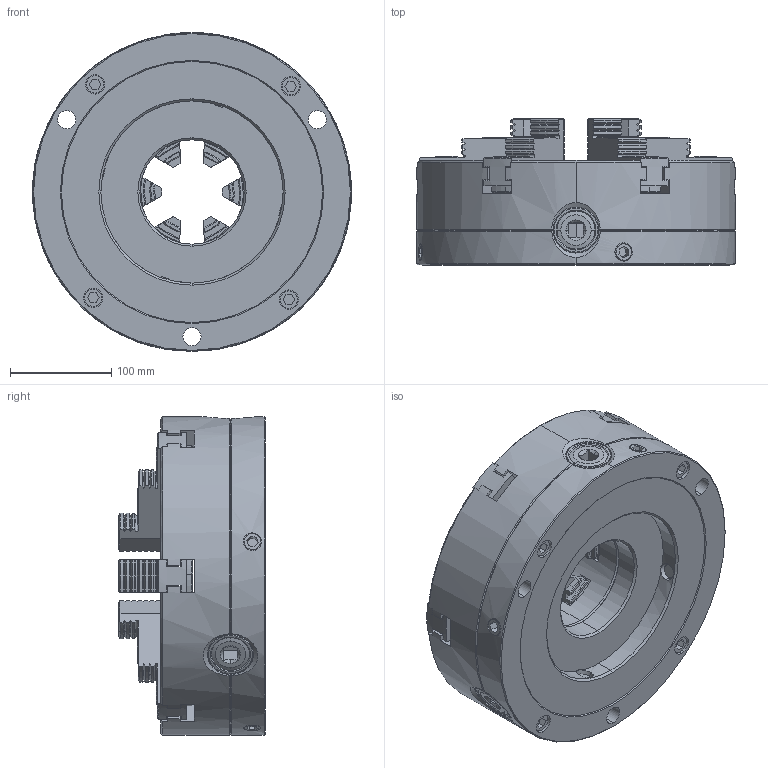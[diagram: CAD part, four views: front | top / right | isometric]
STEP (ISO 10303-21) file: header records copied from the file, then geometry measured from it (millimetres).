
FILE_DESCRIPTION (( 'STEP AP203' ), '1' );
FILE_NAME ('1-104-1200.STEP', '2024-02-07T03:27:32', ( 'Microsoft' ), ( 'Microsoft' ), 'SwSTEP 2.0', 'SolidWorks 2021', '' );
FILE_SCHEMA (( 'CONFIG_CONTROL_DESIGN' ));
Length unit declared in the file: millimetre
Products named in the file (3): 1-104-1200; part-z; Jaw
Assembly tree (7 placements, depth 2):
  1-104-1200
    part-z
    Jaw  x6
Bounding box: 315 x 144.3 x 315 mm (x, y, z)
Volume: 948161.5 mm3; surface area: 559412.3 mm2
Topology: 6 solids, 22 shells, 1747 faces, 4727 edges, 3002 vertices
Faces by surface type: plane 684, cone 613, cylinder 438, bspline 12
Entity records: 19730 total; most frequent: CARTESIAN_POINT 5127, ORIENTED_EDGE 2960, DIRECTION 2936, EDGE_CURVE 1547, AXIS2_PLACEMENT_3D 1086, VERTEX_POINT 997, VECTOR 764, LINE 764
